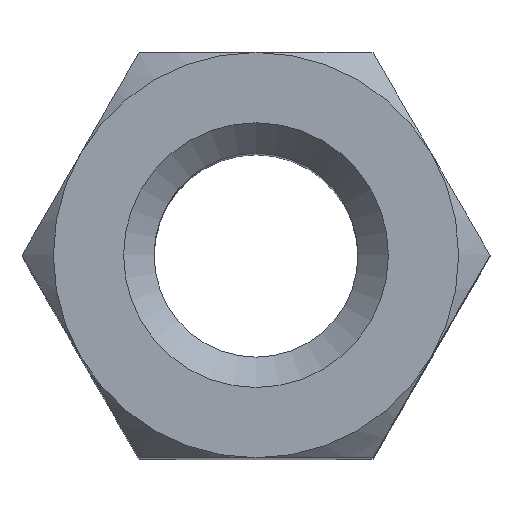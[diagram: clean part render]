
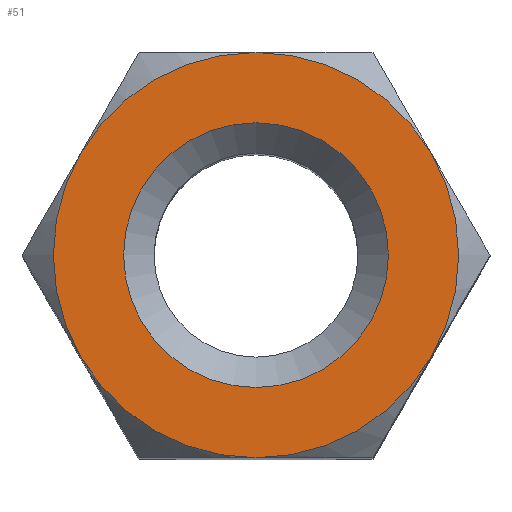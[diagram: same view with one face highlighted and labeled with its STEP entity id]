
A CAD part, top view. The second image highlights one B-rep face of the part: STEP entity #51.
In plain terms, the highlighted planar face has unit normal (0, 0, 1).
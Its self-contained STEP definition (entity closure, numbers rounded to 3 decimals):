
#51 = ADVANCED_FACE( '', ( #116, #117 ), #118, .T. );
#116 = FACE_BOUND( '', #197, .T. );
#117 = FACE_OUTER_BOUND( '', #198, .T. );
#118 = PLANE( '', #199 );
#197 = EDGE_LOOP( '', ( #283 ) );
#198 = EDGE_LOOP( '', ( #284, #285, #286, #287, #288, #289 ) );
#199 = AXIS2_PLACEMENT_3D( '', #290, #291, #292 );
#283 = ORIENTED_EDGE( '', *, *, #461, .T. );
#284 = ORIENTED_EDGE( '', *, *, #462, .F. );
#285 = ORIENTED_EDGE( '', *, *, #463, .F. );
#286 = ORIENTED_EDGE( '', *, *, #464, .F. );
#287 = ORIENTED_EDGE( '', *, *, #450, .T. );
#288 = ORIENTED_EDGE( '', *, *, #465, .F. );
#289 = ORIENTED_EDGE( '', *, *, #466, .F. );
#290 = CARTESIAN_POINT( '', ( 0., 0., 5. ) );
#291 = DIRECTION( '', ( 0., 0., 1. ) );
#292 = DIRECTION( '', ( 1., 0., 0. ) );
#450 = EDGE_CURVE( '', #519, #520, #521, .T. );
#461 = EDGE_CURVE( '', #539, #539, #540, .T. );
#462 = EDGE_CURVE( '', #531, #541, #542, .F. );
#463 = EDGE_CURVE( '', #543, #531, #544, .F. );
#464 = EDGE_CURVE( '', #519, #543, #545, .F. );
#465 = EDGE_CURVE( '', #546, #520, #547, .F. );
#466 = EDGE_CURVE( '', #541, #546, #548, .F. );
#519 = VERTEX_POINT( '', #616 );
#520 = VERTEX_POINT( '', #617 );
#521 = CIRCLE( '', #618, 2. );
#531 = VERTEX_POINT( '', #646 );
#539 = VERTEX_POINT( '', #672 );
#540 = CIRCLE( '', #673, 1.307 );
#541 = VERTEX_POINT( '', #674 );
#542 = CIRCLE( '', #675, 2. );
#543 = VERTEX_POINT( '', #676 );
#544 = CIRCLE( '', #677, 2. );
#545 = CIRCLE( '', #678, 2. );
#546 = VERTEX_POINT( '', #679 );
#547 = CIRCLE( '', #680, 2. );
#548 = CIRCLE( '', #681, 2. );
#616 = CARTESIAN_POINT( '', ( 0., 2., 5. ) );
#617 = CARTESIAN_POINT( '', ( -1.732, 1., 5. ) );
#618 = AXIS2_PLACEMENT_3D( '', #854, #855, #856 );
#646 = CARTESIAN_POINT( '', ( 1.732, -1., 5. ) );
#672 = CARTESIAN_POINT( '', ( 0., 1.307, 5. ) );
#673 = AXIS2_PLACEMENT_3D( '', #859, #860, #861 );
#674 = CARTESIAN_POINT( '', ( 0., -2., 5. ) );
#675 = AXIS2_PLACEMENT_3D( '', #862, #863, #864 );
#676 = CARTESIAN_POINT( '', ( 1.732, 1., 5. ) );
#677 = AXIS2_PLACEMENT_3D( '', #865, #866, #867 );
#678 = AXIS2_PLACEMENT_3D( '', #868, #869, #870 );
#679 = CARTESIAN_POINT( '', ( -1.732, -1., 5. ) );
#680 = AXIS2_PLACEMENT_3D( '', #871, #872, #873 );
#681 = AXIS2_PLACEMENT_3D( '', #874, #875, #876 );
#854 = CARTESIAN_POINT( '', ( 0., 0., 5. ) );
#855 = DIRECTION( '', ( 0., 0., 1. ) );
#856 = DIRECTION( '', ( 1., 0., 0. ) );
#859 = CARTESIAN_POINT( '', ( 0., 0., 5. ) );
#860 = DIRECTION( '', ( 0., 0., -1. ) );
#861 = DIRECTION( '', ( 0., 1., 0. ) );
#862 = CARTESIAN_POINT( '', ( 0., 0., 5. ) );
#863 = DIRECTION( '', ( 0., 0., 1. ) );
#864 = DIRECTION( '', ( 1., 0., 0. ) );
#865 = CARTESIAN_POINT( '', ( 0., 0., 5. ) );
#866 = DIRECTION( '', ( 0., 0., 1. ) );
#867 = DIRECTION( '', ( 1., 0., 0. ) );
#868 = CARTESIAN_POINT( '', ( 0., 0., 5. ) );
#869 = DIRECTION( '', ( 0., 0., 1. ) );
#870 = DIRECTION( '', ( 1., 0., 0. ) );
#871 = CARTESIAN_POINT( '', ( 0., 0., 5. ) );
#872 = DIRECTION( '', ( 0., 0., 1. ) );
#873 = DIRECTION( '', ( 1., 0., 0. ) );
#874 = CARTESIAN_POINT( '', ( 0., 0., 5. ) );
#875 = DIRECTION( '', ( 0., 0., 1. ) );
#876 = DIRECTION( '', ( 1., 0., 0. ) );
